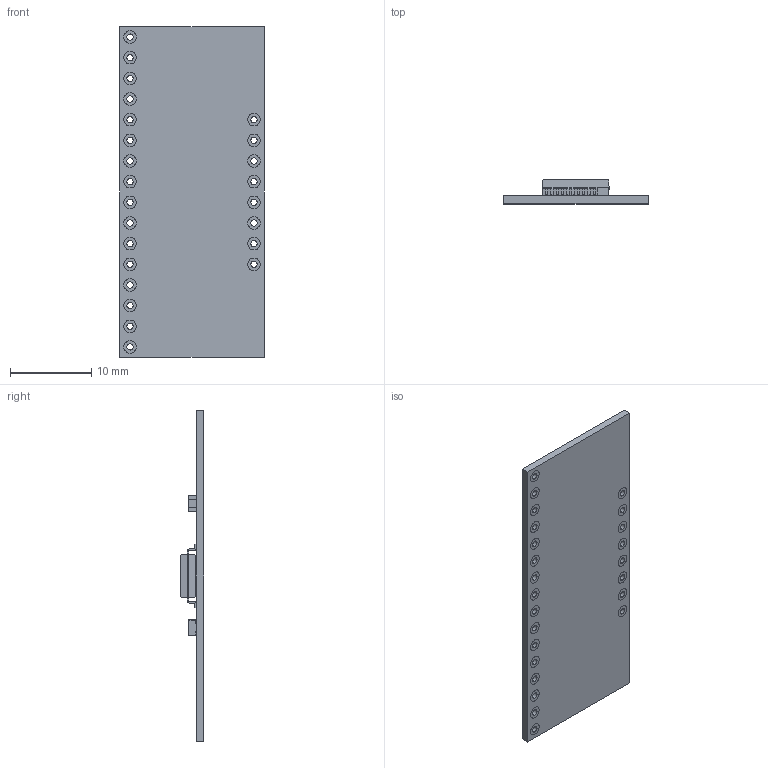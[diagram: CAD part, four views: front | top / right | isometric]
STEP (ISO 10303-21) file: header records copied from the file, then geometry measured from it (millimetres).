
FILE_DESCRIPTION (( 'STEP AP214' ), '1' );
FILE_NAME ('BOB_09056.STEP', '2023-01-21T00:40:10', ( '' ), ( '' ), 'SwSTEP 2.0', 'SolidWorks 2021', '' );
FILE_SCHEMA (( 'AUTOMOTIVE_DESIGN' ));
Length unit declared in the file: inch
Products named in the file (1): BOB_09056
Bounding box: 17.78 x 2.93 x 40.64 mm (x, y, z)
Volume: 749.7 mm3; surface area: 2022.2 mm2
Topology: 58 solids, 58 shells, 609 faces, 1468 edges, 976 vertices
Faces by surface type: plane 365, cylinder 244
Entity records: 18685 total; most frequent: DIRECTION 3176, CARTESIAN_POINT 3054, ORIENTED_EDGE 2936, EDGE_CURVE 1468, AXIS2_PLACEMENT_3D 1098, LINE 980, VECTOR 980, VERTEX_POINT 976
